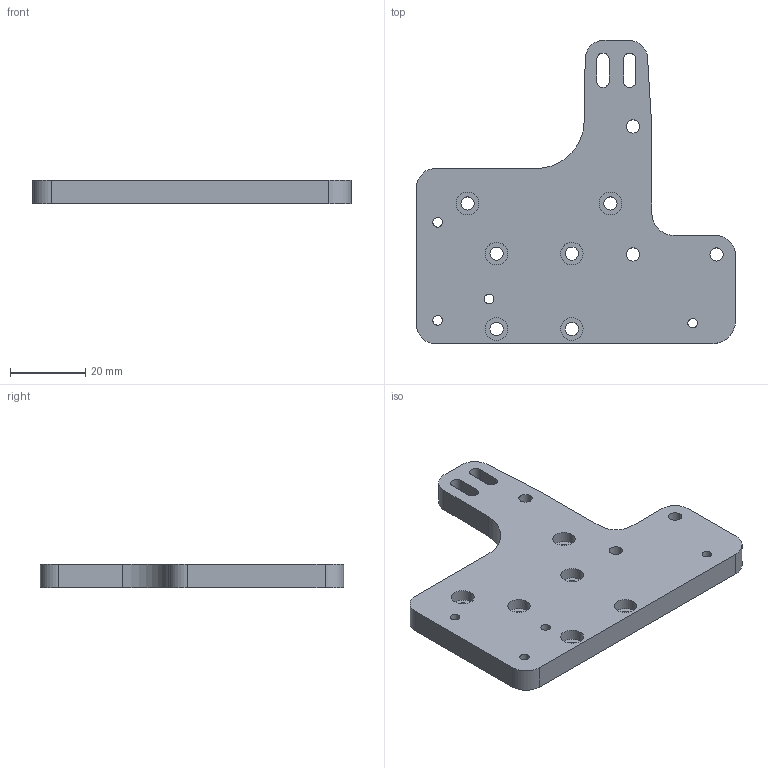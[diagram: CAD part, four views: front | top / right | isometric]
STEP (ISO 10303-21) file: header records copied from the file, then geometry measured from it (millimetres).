
FILE_DESCRIPTION(/* description */ (''),/* implementation_level */ '2;1');
FILE_NAME(/* name */ 'Hemera Mount XS Mount v2.step',/* time_stamp */ '2022-12-17T13:51:30-05:00',/* author */ (''),/* organization */ (''),/* preprocessor_version */ 'ST-DEVELOPER v19.2',/* originating_system */ 'Autodesk Translation Framework v11.17.0.187',/* authorisation */ '');
FILE_SCHEMA (('AUTOMOTIVE_DESIGN { 1 0 10303 214 3 1 1 }'));
Length unit declared in the file: millimetre
Products named in the file (1): Hemera Mount XS Mount
Bounding box: 84.66 x 80.6 x 6.35 mm (x, y, z)
Volume: 24783.6 mm3; surface area: 11242.2 mm2
Topology: 1 solids, 1 shells, 61 faces, 150 edges, 100 vertices
Faces by surface type: cylinder 35, plane 26
Full cylindrical faces by diameter (mm): 2.54 x4, 3.5 x5, 3.505 x4, 6 x9
Entity records: 1927 total; most frequent: DIRECTION 344, CARTESIAN_POINT 312, ORIENTED_EDGE 300, EDGE_CURVE 150, AXIS2_PLACEMENT_3D 132, EDGE_LOOP 100, VERTEX_POINT 100, LINE 80
